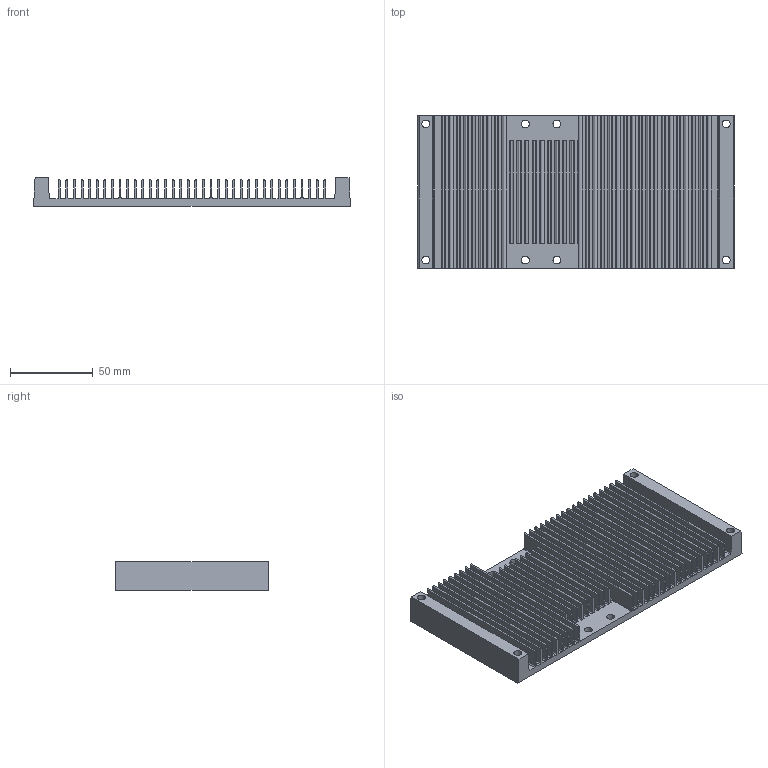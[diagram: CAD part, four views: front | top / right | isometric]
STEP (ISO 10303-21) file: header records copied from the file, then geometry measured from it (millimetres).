
FILE_DESCRIPTION (( 'STEP AP214' ), '1' );
FILE_NAME ('32179.STEP', '2011-02-15T16:24:40', ( 'Vicor Employee' ), ( 'Vicor Corporation' ), 'SwSTEP 2.0', 'SolidWorks 2010', '' );
FILE_SCHEMA (( 'AUTOMOTIVE_DESIGN' ));
Length unit declared in the file: inch
Products named in the file (1): 32179
Bounding box: 191.01 x 92 x 17.37 mm (x, y, z)
Volume: 139343.5 mm3; surface area: 111062.2 mm2
Topology: 1 solids, 1 shells, 249 faces, 718 edges, 480 vertices
Faces by surface type: plane 131, cylinder 118
Full cylindrical faces by diameter (mm): 4.775 x8
Entity records: 8238 total; most frequent: DIRECTION 1444, CARTESIAN_POINT 1432, ORIENTED_EDGE 1412, EDGE_CURVE 706, AXIS2_PLACEMENT_3D 488, VERTEX_POINT 476, VECTOR 468, LINE 468
